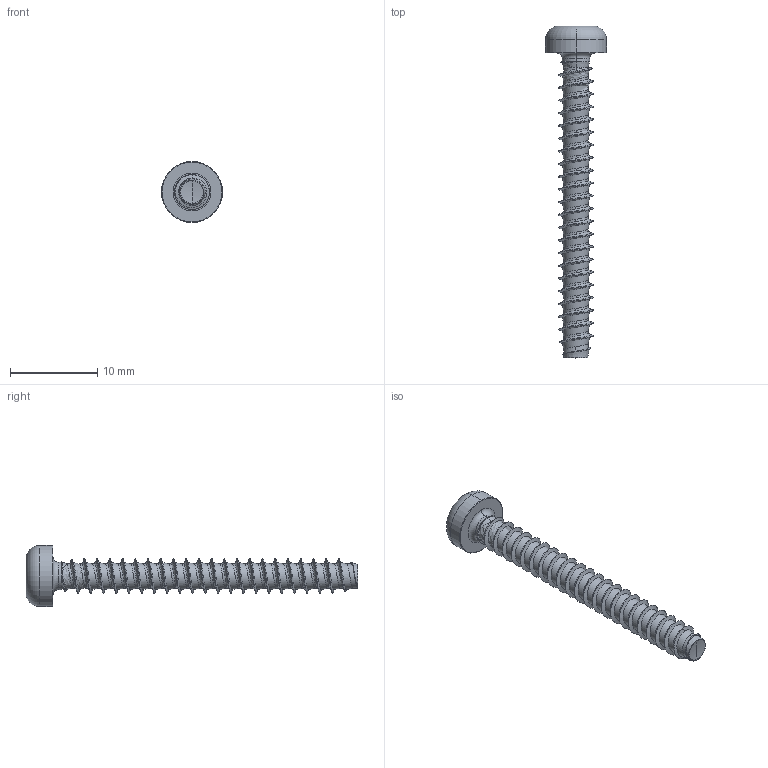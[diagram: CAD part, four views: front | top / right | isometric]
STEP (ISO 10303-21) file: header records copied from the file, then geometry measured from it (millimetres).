
FILE_DESCRIPTION (( 'STEP AP203' ), '1' );
FILE_NAME ('STP420400350.STEP', '2017-08-16T15:01:43', ( '' ), ( '' ), 'SwSTEP 2.0', 'SolidWorks 2015', '' );
FILE_SCHEMA (( 'CONFIG_CONTROL_DESIGN' ));
Length unit declared in the file: millimetre
Products named in the file (1): STP420400350
Bounding box: 7 x 38.09 x 7 mm (x, y, z)
Volume: 350.2 mm3; surface area: 673.7 mm2
Topology: 1 solids, 1 shells, 134 faces, 342 edges, 212 vertices
Faces by surface type: cylinder 73, bspline 35, cone 11, torus 10, plane 3, sphere 2
Entity records: 36074 total; most frequent: CARTESIAN_POINT 33258, ORIENTED_EDGE 684, DIRECTION 428, EDGE_CURVE 342, VERTEX_POINT 212, AXIS2_PLACEMENT_3D 170, B_SPLINE_CURVE_WITH_KNOTS 138, EDGE_LOOP 136
